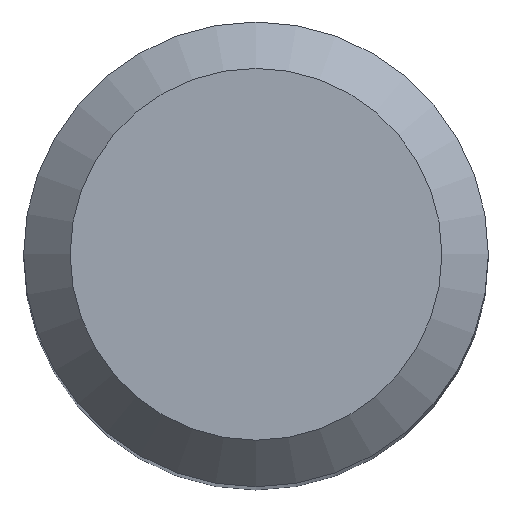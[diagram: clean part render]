
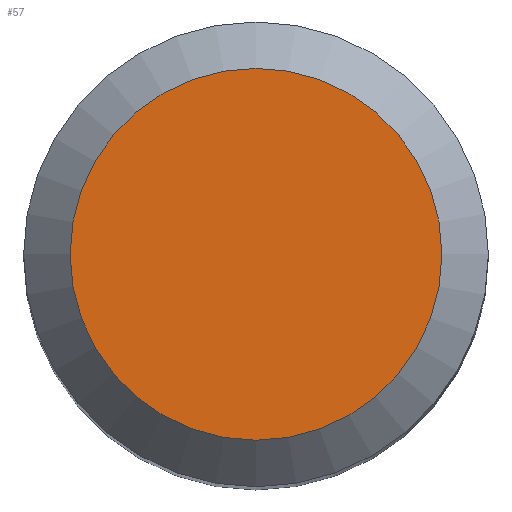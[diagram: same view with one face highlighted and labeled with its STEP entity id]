
A CAD part, top view. The second image highlights one B-rep face of the part: STEP entity #57.
In plain terms, the highlighted planar face has unit normal (0, 0, 1).
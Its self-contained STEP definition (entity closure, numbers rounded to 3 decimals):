
#16 = DIRECTION ( 'NONE',  ( 0., 1., 0. ) ) ;
#28 = ORIENTED_EDGE ( 'NONE', *, *, #53, .F. ) ;
#31 = AXIS2_PLACEMENT_3D ( 'NONE', #117, #51, #16 ) ;
#51 = DIRECTION ( 'NONE',  ( 0., 0., -1. ) ) ;
#53 = EDGE_CURVE ( 'NONE', #182, #182, #98, .T. ) ;
#54 = DIRECTION ( 'NONE',  ( 0., 0., -1. ) ) ;
#55 = DIRECTION ( 'NONE',  ( 0., 1., 0. ) ) ;
#57 = ADVANCED_FACE ( 'NONE', ( #256 ), #214, .F. ) ;
#62 = CARTESIAN_POINT ( 'NONE',  ( 0., 4., 89. ) ) ;
#88 = AXIS2_PLACEMENT_3D ( 'NONE', #122, #54, #55 ) ;
#98 = CIRCLE ( 'NONE', #88, 4. ) ;
#111 = EDGE_LOOP ( 'NONE', ( #28 ) ) ;
#117 = CARTESIAN_POINT ( 'NONE',  ( 0., 0., 89. ) ) ;
#122 = CARTESIAN_POINT ( 'NONE',  ( 0., 0., 89. ) ) ;
#182 = VERTEX_POINT ( 'NONE', #62 ) ;
#214 = PLANE ( 'NONE',  #31 ) ;
#256 = FACE_OUTER_BOUND ( 'NONE', #111, .T. ) ;
